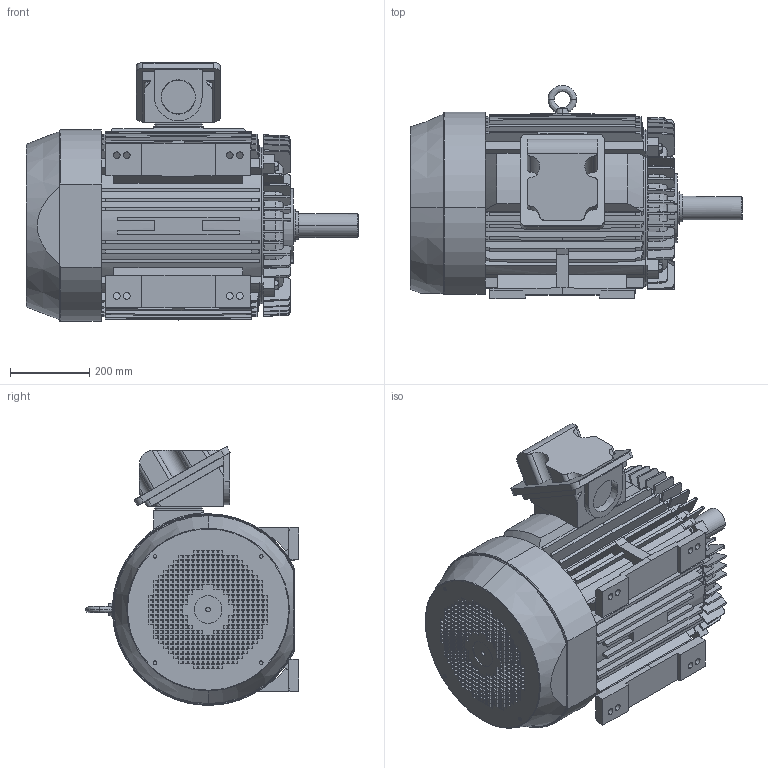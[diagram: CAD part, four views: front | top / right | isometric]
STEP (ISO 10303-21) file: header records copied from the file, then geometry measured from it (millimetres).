
FILE_DESCRIPTION (( 'STEP AP214' ), '1' );
FILE_NAME ('MDSLV001-07-46P-F1-Bottom nc bod broke rep1a.STEP', '2023-04-10T19:18:43', ( '' ), ( '' ), 'SwSTEP 2.0', 'SolidWorks 2021', '' );
FILE_SCHEMA (( 'AUTOMOTIVE_DESIGN' ));
Length unit declared in the file: inch
Products named in the file (1): MDSLV001-07-46P-F1-Bottom nc bod broke rep1a
Bounding box: 839.28 x 538.6 x 653.76 mm (x, y, z)
Volume: 111317332.7 mm3; surface area: 3869698.2 mm2
Topology: 13 solids, 13 shells, 3444 faces, 8726 edges, 5743 vertices
Faces by surface type: plane 2612, cone 449, cylinder 255, bspline 128
Entity records: 108964 total; most frequent: CARTESIAN_POINT 26644, ORIENTED_EDGE 17416, DIRECTION 15783, EDGE_CURVE 8708, VECTOR 6507, LINE 6507, VERTEX_POINT 5743, AXIS2_PLACEMENT_3D 4638
